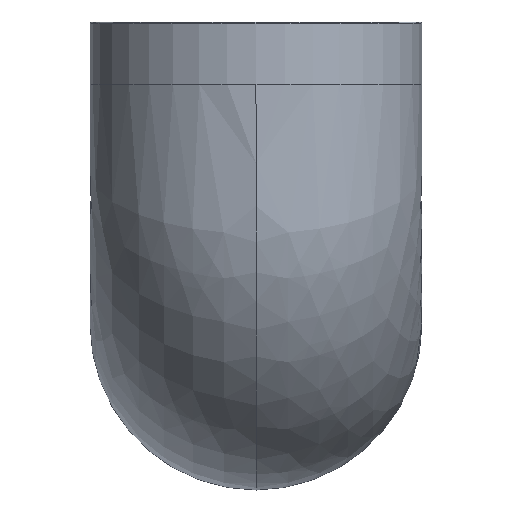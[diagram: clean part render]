
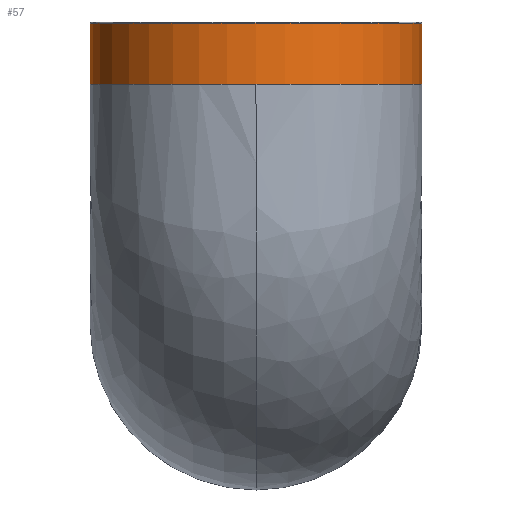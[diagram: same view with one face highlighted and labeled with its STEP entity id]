
A CAD part, top view. The second image highlights one B-rep face of the part: STEP entity #57.
In plain terms, the highlighted cylindrical face has radius 66.75 mm (diameter 133.5 mm), a partial arc.
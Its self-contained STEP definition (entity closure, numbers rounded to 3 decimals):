
#57=ADVANCED_FACE('',(#124),#125,.T.);
#124=FACE_OUTER_BOUND('',#811,.T.);
#125=CYLINDRICAL_SURFACE('',#812,66.75);
#811=EDGE_LOOP('',(#1512,#1513,#1514,#1515,#1516,#1517));
#812=AXIS2_PLACEMENT_3D('',#1518,#1519,#1520);
#1512=ORIENTED_EDGE('',*,*,#1681,.F.);
#1513=ORIENTED_EDGE('',*,*,#1682,.T.);
#1514=ORIENTED_EDGE('',*,*,#1656,.T.);
#1515=ORIENTED_EDGE('',*,*,#1683,.F.);
#1516=ORIENTED_EDGE('',*,*,#1684,.F.);
#1517=ORIENTED_EDGE('',*,*,#1685,.F.);
#1518=CARTESIAN_POINT('',(0.,121.2,121.2));
#1519=DIRECTION('',(0.,-1.0,0.));
#1520=DIRECTION('',(-1.0,0.,0.));
#1656=EDGE_CURVE('',#1735,#1733,#1736,.T.);
#1681=EDGE_CURVE('',#1778,#1779,#1780,.T.);
#1682=EDGE_CURVE('',#1778,#1735,#1781,.T.);
#1683=EDGE_CURVE('',#1782,#1733,#1783,.T.);
#1684=EDGE_CURVE('',#1784,#1782,#1785,.T.);
#1685=EDGE_CURVE('',#1779,#1784,#1786,.T.);
#1733=VERTEX_POINT('',#1855);
#1735=VERTEX_POINT('',#1857);
#1736=CIRCLE('',#1858,66.75);
#1778=VERTEX_POINT('',#1931);
#1779=VERTEX_POINT('',#1932);
#1780=LINE('',#1933,#1934);
#1781=CIRCLE('',#1935,66.75);
#1782=VERTEX_POINT('',#1936);
#1783=LINE('',#1937,#1938);
#1784=VERTEX_POINT('',#1939);
#1785=CIRCLE('',#1940,66.75);
#1786=CIRCLE('',#1941,66.75);
#1855=CARTESIAN_POINT('',(66.75,96.2,121.2));
#1857=CARTESIAN_POINT('',(0.,96.2,187.95));
#1858=AXIS2_PLACEMENT_3D('',#2000,#2001,#2002);
#1931=CARTESIAN_POINT('',(-66.75,96.2,121.2));
#1932=CARTESIAN_POINT('',(-66.75,120.7,121.2));
#1933=CARTESIAN_POINT('',(-66.75,108.446,121.2));
#1934=VECTOR('',#2039,1.0);
#1935=AXIS2_PLACEMENT_3D('',#2040,#2041,#2042);
#1936=CARTESIAN_POINT('',(66.75,120.7,121.2));
#1937=CARTESIAN_POINT('',(66.75,108.446,121.2));
#1938=VECTOR('',#2043,1.0);
#1939=CARTESIAN_POINT('',(0.,120.7,187.95));
#1940=AXIS2_PLACEMENT_3D('',#2044,#2045,#2046);
#1941=AXIS2_PLACEMENT_3D('',#2047,#2048,#2049);
#2000=CARTESIAN_POINT('',(0.,96.2,121.2));
#2001=DIRECTION('',(0.,1.0,0.));
#2002=DIRECTION('',(-1.0,0.,0.));
#2039=DIRECTION('',(0.,1.0,0.));
#2040=CARTESIAN_POINT('',(0.,96.2,121.2));
#2041=DIRECTION('',(0.,1.0,0.));
#2042=DIRECTION('',(-1.0,0.,0.));
#2043=DIRECTION('',(0.,-1.0,0.));
#2044=CARTESIAN_POINT('',(0.,120.7,121.2));
#2045=DIRECTION('',(0.,1.0,0.));
#2046=DIRECTION('',(-1.0,0.,0.));
#2047=CARTESIAN_POINT('',(0.,120.7,121.2));
#2048=DIRECTION('',(0.,1.0,0.));
#2049=DIRECTION('',(-1.0,0.,0.));
